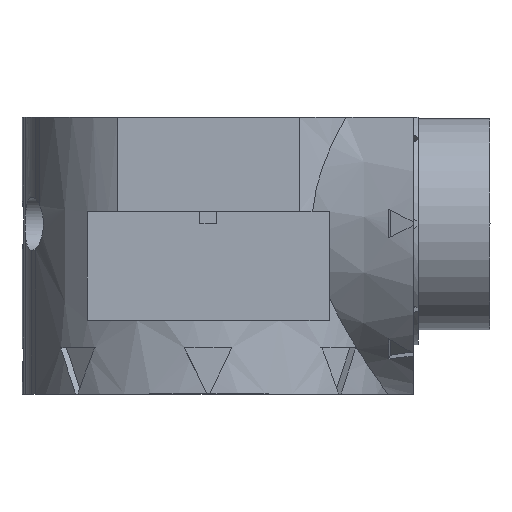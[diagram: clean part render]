
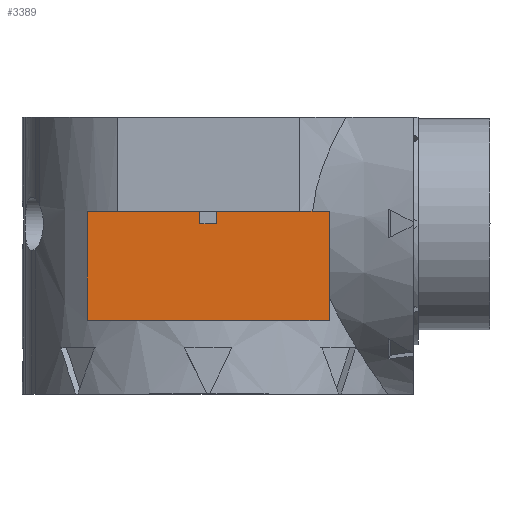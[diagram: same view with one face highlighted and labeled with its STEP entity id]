
A CAD part, top view. The second image highlights one B-rep face of the part: STEP entity #3389.
In plain terms, the highlighted planar face has unit normal (0, 0, 1).
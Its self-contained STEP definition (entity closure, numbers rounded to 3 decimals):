
#273=PLANE('',#3752);
#446=FACE_OUTER_BOUND('',#628,.T.);
#628=EDGE_LOOP('',(#2920,#2921,#2922,#2923,#2924,#2925,#2926,#2927));
#708=LINE('',#4831,#968);
#784=LINE('',#5063,#1044);
#785=LINE('',#5066,#1045);
#905=LINE('',#6144,#1165);
#906=LINE('',#6147,#1166);
#907=LINE('',#6148,#1167);
#908=LINE('',#6150,#1168);
#909=LINE('',#6151,#1169);
#968=VECTOR('',#3839,10.);
#1044=VECTOR('',#3993,10.);
#1045=VECTOR('',#3996,10.);
#1165=VECTOR('',#4618,10.);
#1166=VECTOR('',#4621,10.);
#1167=VECTOR('',#4622,10.);
#1168=VECTOR('',#4623,10.);
#1169=VECTOR('',#4624,10.);
#1385=VERTEX_POINT('',#4825);
#1387=VERTEX_POINT('',#4829);
#1473=VERTEX_POINT('',#5061);
#1474=VERTEX_POINT('',#5065);
#1697=VERTEX_POINT('',#6140);
#1698=VERTEX_POINT('',#6142);
#1699=VERTEX_POINT('',#6146);
#1700=VERTEX_POINT('',#6149);
#1740=EDGE_CURVE('',#1385,#1387,#708,.T.);
#1832=EDGE_CURVE('',#1387,#1473,#784,.T.);
#1833=EDGE_CURVE('',#1474,#1385,#785,.T.);
#2176=EDGE_CURVE('',#1697,#1698,#905,.T.);
#2177=EDGE_CURVE('',#1474,#1699,#906,.T.);
#2178=EDGE_CURVE('',#1697,#1473,#907,.T.);
#2179=EDGE_CURVE('',#1700,#1698,#908,.T.);
#2180=EDGE_CURVE('',#1699,#1700,#909,.T.);
#2920=ORIENTED_EDGE('',*,*,#2177,.F.);
#2921=ORIENTED_EDGE('',*,*,#1833,.T.);
#2922=ORIENTED_EDGE('',*,*,#1740,.T.);
#2923=ORIENTED_EDGE('',*,*,#1832,.T.);
#2924=ORIENTED_EDGE('',*,*,#2178,.F.);
#2925=ORIENTED_EDGE('',*,*,#2176,.T.);
#2926=ORIENTED_EDGE('',*,*,#2179,.F.);
#2927=ORIENTED_EDGE('',*,*,#2180,.F.);
#3389=ADVANCED_FACE('',(#446),#273,.T.);
#3752=AXIS2_PLACEMENT_3D('',#6145,#4619,#4620);
#3839=DIRECTION('',(-1.,0.,0.));
#3993=DIRECTION('',(0.,1.,0.));
#3996=DIRECTION('',(0.,-1.,0.));
#4618=DIRECTION('',(0.,-1.,0.));
#4619=DIRECTION('center_axis',(0.,0.,1.));
#4620=DIRECTION('ref_axis',(0.,1.,0.));
#4621=DIRECTION('',(1.,0.,0.));
#4622=DIRECTION('',(1.,0.,0.));
#4623=DIRECTION('',(-1.,0.,0.));
#4624=DIRECTION('',(0.,-1.,0.));
#4825=CARTESIAN_POINT('',(6.386,-9.913,86.388));
#4829=CARTESIAN_POINT('',(4.386,-9.913,86.388));
#4831=CARTESIAN_POINT('',(5.386,-9.913,86.388));
#5061=CARTESIAN_POINT('',(4.386,-8.459,86.388));
#5063=CARTESIAN_POINT('',(4.386,-10.534,86.388));
#5065=CARTESIAN_POINT('',(6.386,-8.459,86.388));
#5066=CARTESIAN_POINT('',(6.386,-10.534,86.388));
#6140=CARTESIAN_POINT('',(-8.832,-8.459,86.388));
#6142=CARTESIAN_POINT('',(-8.832,-21.283,86.388));
#6144=CARTESIAN_POINT('',(-8.832,-13.45,86.388));
#6145=CARTESIAN_POINT('Origin',(5.386,-12.028,86.388));
#6146=CARTESIAN_POINT('',(19.605,-8.459,86.388));
#6147=CARTESIAN_POINT('',(8.266,-8.459,86.388));
#6148=CARTESIAN_POINT('',(2.402,-8.459,86.388));
#6149=CARTESIAN_POINT('',(19.605,-21.283,86.388));
#6150=CARTESIAN_POINT('',(5.376,-21.283,86.388));
#6151=CARTESIAN_POINT('',(19.605,-13.085,86.388));
